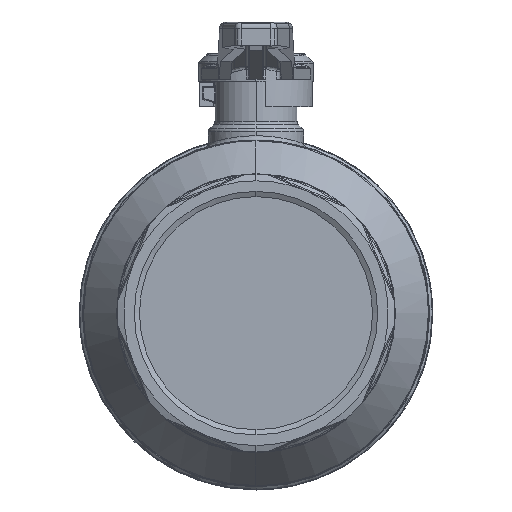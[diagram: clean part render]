
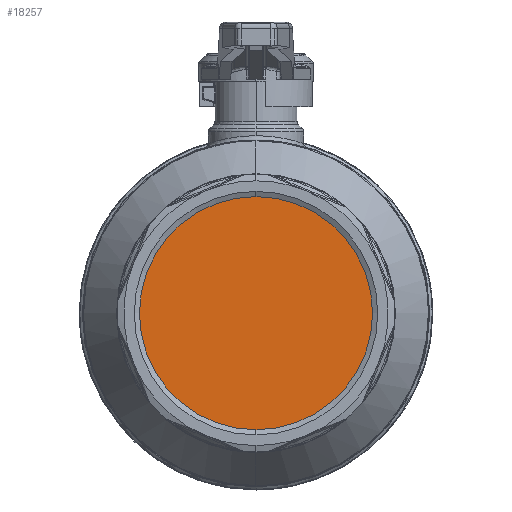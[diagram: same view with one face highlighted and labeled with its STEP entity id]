
A CAD part, left-side view. The second image highlights one B-rep face of the part: STEP entity #18257.
In plain terms, the highlighted planar face has unit normal (-1, 0, 0).
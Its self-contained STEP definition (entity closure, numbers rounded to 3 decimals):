
#4960=CARTESIAN_POINT('',(-68.5,0.,55.037));
#4961=VERTEX_POINT('',#4960);
#4969=CARTESIAN_POINT('',(-68.5,-0.,-55.037));
#4970=VERTEX_POINT('',#4969);
#4977=CARTESIAN_POINT('',(-68.5,-0.,-0.));
#4978=DIRECTION('',(-1.,-0.,-0.));
#4979=DIRECTION('',(-0.,0.,1.));
#4980=AXIS2_PLACEMENT_3D('',#4977,#4978,#4979);
#4981=CIRCLE('',#4980,55.037);
#4982=EDGE_CURVE('',#4961,#4970,#4981,.T.);
#18230=CARTESIAN_POINT('',(-68.5,-0.,-0.));
#18231=DIRECTION('',(-1.,-0.,-0.));
#18232=DIRECTION('',(-0.,0.,1.));
#18233=AXIS2_PLACEMENT_3D('',#18230,#18231,#18232);
#18234=CIRCLE('',#18233,55.037);
#18235=EDGE_CURVE('',#4970,#4961,#18234,.T.);
#18248=CARTESIAN_POINT('',(-68.5,0.,55.037));
#18249=DIRECTION('',(1.,0.,0.));
#18250=DIRECTION('',(-0.,0.,1.));
#18251=AXIS2_PLACEMENT_3D('',#18248,#18249,#18250);
#18252=PLANE('',#18251);
#18253=ORIENTED_EDGE('',*,*,#18235,.T.);
#18254=ORIENTED_EDGE('',*,*,#4982,.T.);
#18255=EDGE_LOOP('',(#18253,#18254));
#18256=FACE_BOUND('',#18255,.T.);
#18257=ADVANCED_FACE('',(#18256),#18252,.F.);
